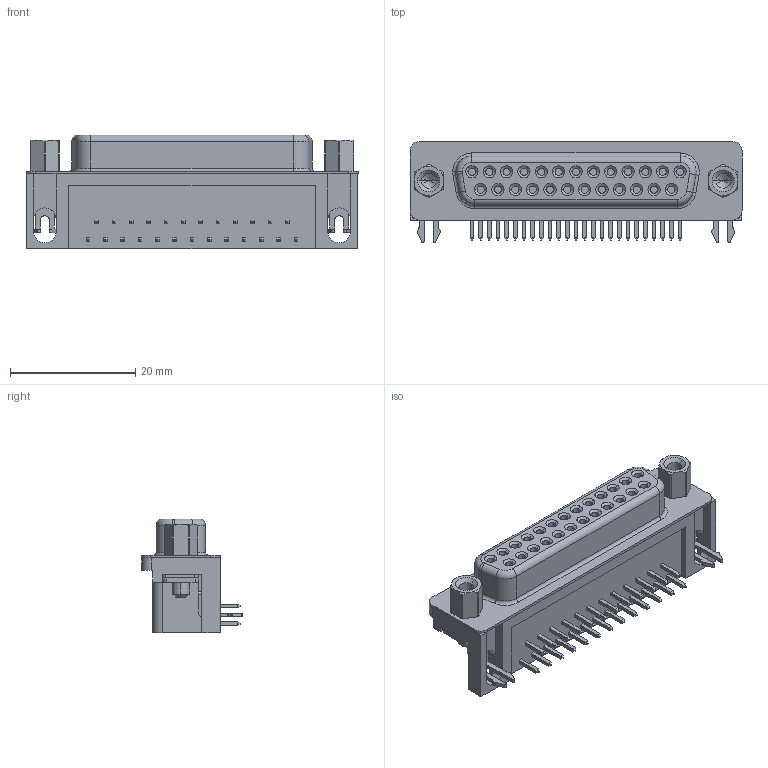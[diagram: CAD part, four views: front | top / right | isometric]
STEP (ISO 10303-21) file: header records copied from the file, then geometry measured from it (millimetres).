
FILE_DESCRIPTION (( 'STEP AP214' ), '1' );
FILE_NAME ('K22X(HT)-B25S-NJ_rA2(rA1).STEP', '2013-12-06T22:03:57', ( '' ), ( '' ), 'SwSTEP 2.0', 'SolidWorks 2012', '' );
FILE_SCHEMA (( 'AUTOMOTIVE_DESIGN' ));
Length unit declared in the file: millimetre
Products named in the file (1): K22X(HT)-B25S-NJ_rA2(rA1)
Bounding box: 53.04 x 16.11 x 18.2 mm (x, y, z)
Volume: 7534.3 mm3; surface area: 4955.1 mm2
Topology: 1 solids, 1 shells, 628 faces, 1491 edges, 916 vertices
Faces by surface type: plane 379, cylinder 149, cone 86, torus 14
Entity records: 19759 total; most frequent: CARTESIAN_POINT 3144, DIRECTION 3121, ORIENTED_EDGE 2974, EDGE_CURVE 1487, LINE 1063, VECTOR 1063, AXIS2_PLACEMENT_3D 1029, VERTEX_POINT 916
